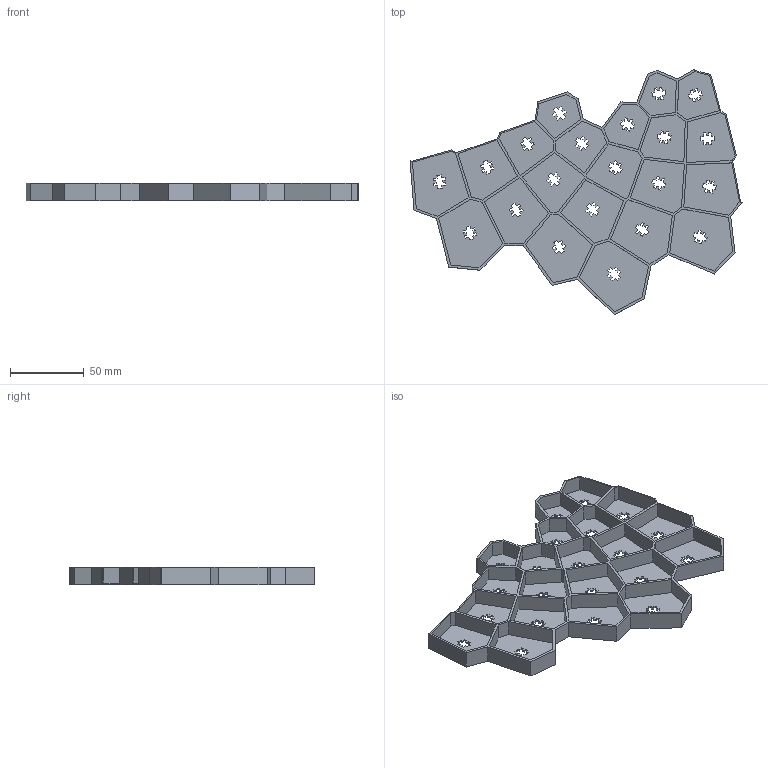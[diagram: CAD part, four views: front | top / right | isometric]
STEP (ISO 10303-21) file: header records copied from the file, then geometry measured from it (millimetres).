
FILE_DESCRIPTION(('Open CASCADE Model'),'2;1');
FILE_NAME('Open CASCADE Shape Model','2025-12-03T11:53:48',('Author'),( 'Open CASCADE'),'Open CASCADE STEP processor 7.8','Open CASCADE 7.8' ,'Unknown');
FILE_SCHEMA(('AUTOMOTIVE_DESIGN { 1 0 10303 214 1 1 1 1 }'));
Length unit declared in the file: millimetre
Products named in the file (1): Open CASCADE STEP translator 7.8 7
Bounding box: 225.68 x 166.86 x 12 mm (x, y, z)
Volume: 53122.9 mm3; surface area: 80961.4 mm2
Topology: 1 solids, 1 shells, 609 faces, 1758 edges, 1172 vertices
Faces by surface type: plane 609
Entity records: 41404 total; most frequent: CARTESIAN_POINT 8172, DIRECTION 5378, LINE 4158, VECTOR 4158, ORIENTED_EDGE 3516, PCURVE 3516, DEFINITIONAL_REPRESENTATION 3516, EDGE_CURVE 1758
